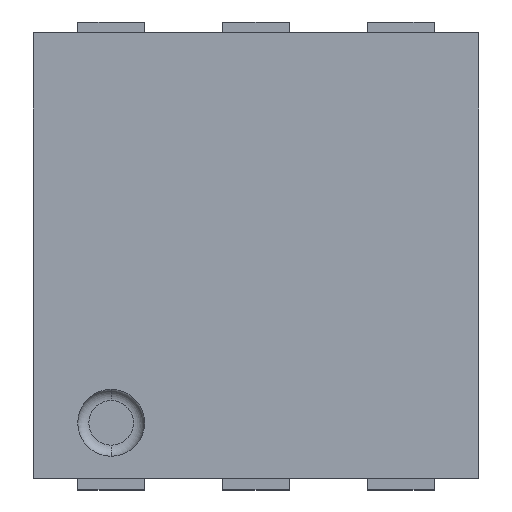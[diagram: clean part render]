
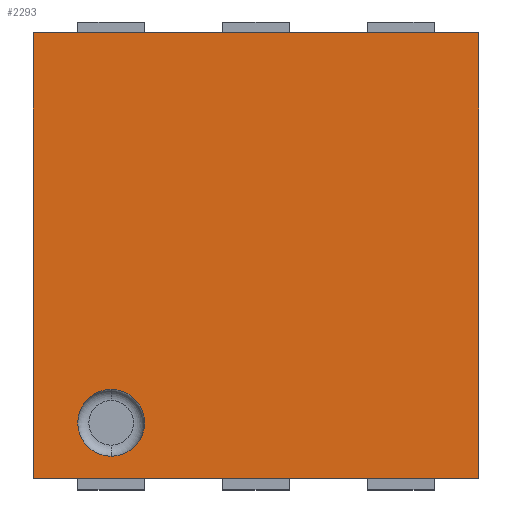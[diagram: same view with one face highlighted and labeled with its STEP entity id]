
A CAD part, top view. The second image highlights one B-rep face of the part: STEP entity #2293.
In plain terms, the highlighted planar face has unit normal (0, 0, 1).
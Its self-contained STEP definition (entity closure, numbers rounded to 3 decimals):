
#2115 = CARTESIAN_POINT ( 'NONE',  ( -0.65, -0.6, 0.8 ) ) ;
#2116 = VERTEX_POINT ( 'NONE', #2115 ) ;
#2124 = CARTESIAN_POINT ( 'NONE',  ( -0.65, -0.9, 0.8 ) ) ;
#2125 = VERTEX_POINT ( 'NONE', #2124 ) ;
#2126 = CARTESIAN_POINT ( 'NONE',  ( -0.65, -0.75, 0.8 ) ) ;
#2127 = DIRECTION ( 'NONE',  ( 0., 0., 1. ) ) ;
#2128 = DIRECTION ( 'NONE',  ( 0., -1., 0. ) ) ;
#2129 = AXIS2_PLACEMENT_3D ( 'NONE', #2126, #2127, #2128 ) ;
#2130 = CIRCLE ( 'NONE', #2129, 0.15) ;
#2131 = EDGE_CURVE ( 'NONE', #2116, #2125, #2130, .T. ) ;
#2158 = CARTESIAN_POINT ( 'NONE',  ( -1., -1., 0.8 ) ) ;
#2159 = VERTEX_POINT ( 'NONE', #2158 ) ;
#2166 = CARTESIAN_POINT ( 'NONE',  ( -1., 1., 0.8 ) ) ;
#2167 = VERTEX_POINT ( 'NONE', #2166 ) ;
#2168 = CARTESIAN_POINT ( 'NONE',  ( -1., -1., 0.8 ) ) ;
#2169 = DIRECTION ( 'NONE',  ( 0., -1., 0. ) ) ;
#2170 = VECTOR ( 'NONE', #2169, 1000. ) ;
#2171 = LINE ( 'NONE', #2168, #2170 ) ;
#2172 = EDGE_CURVE ( 'NONE', #2167, #2159, #2171, .T. ) ;
#2196 = CARTESIAN_POINT ( 'NONE',  ( 1., -1., 0.8 ) ) ;
#2197 = VERTEX_POINT ( 'NONE', #2196 ) ;
#2204 = CARTESIAN_POINT ( 'NONE',  ( 1., -1., 0.8 ) ) ;
#2205 = DIRECTION ( 'NONE',  ( 1., 0., 0. ) ) ;
#2206 = VECTOR ( 'NONE', #2205, 1000. ) ;
#2207 = LINE ( 'NONE', #2204, #2206 ) ;
#2208 = EDGE_CURVE ( 'NONE', #2159, #2197, #2207, .T. ) ;
#2227 = CARTESIAN_POINT ( 'NONE',  ( 1., 1., 0.8 ) ) ;
#2228 = VERTEX_POINT ( 'NONE', #2227 ) ;
#2235 = CARTESIAN_POINT ( 'NONE',  ( 1., -1., 0.8 ) ) ;
#2236 = DIRECTION ( 'NONE',  ( 0., 1., 0. ) ) ;
#2237 = VECTOR ( 'NONE', #2236, 1000. ) ;
#2238 = LINE ( 'NONE', #2235, #2237 ) ;
#2239 = EDGE_CURVE ( 'NONE', #2197, #2228, #2238, .T. ) ;
#2257 = CARTESIAN_POINT ( 'NONE',  ( 1., 1., 0.8 ) ) ;
#2258 = DIRECTION ( 'NONE',  ( -1., 0., 0. ) ) ;
#2259 = VECTOR ( 'NONE', #2258, 1000. ) ;
#2260 = LINE ( 'NONE', #2257, #2259 ) ;
#2261 = EDGE_CURVE ( 'NONE', #2228, #2167, #2260, .T. ) ;
#2272 = CARTESIAN_POINT ( 'NONE',  ( -0.65, -0.75, 0.8 ) ) ;
#2273 = DIRECTION ( 'NONE',  ( 0., 0., 1. ) ) ;
#2274 = DIRECTION ( 'NONE',  ( 0., -1., 0. ) ) ;
#2275 = AXIS2_PLACEMENT_3D ( 'NONE', #2272, #2273, #2274 ) ;
#2276 = CIRCLE ( 'NONE', #2275, 0.15) ;
#2277 = EDGE_CURVE ( 'NONE', #2125, #2116, #2276, .T. ) ;
#2278 = ORIENTED_EDGE ( 'NONE', *, *, #2277, .F. ) ;
#2279 = ORIENTED_EDGE ( 'NONE', *, *, #2131, .F. ) ;
#2280 = EDGE_LOOP ( 'NONE', ( #2278, #2279 ) ) ;
#2281 = FACE_BOUND ( 'NONE', #2280, .T. ) ;
#2282 = ORIENTED_EDGE ( 'NONE', *, *, #2172, .T. ) ;
#2283 = ORIENTED_EDGE ( 'NONE', *, *, #2208, .T. ) ;
#2284 = ORIENTED_EDGE ( 'NONE', *, *, #2239, .T. ) ;
#2285 = ORIENTED_EDGE ( 'NONE', *, *, #2261, .T. ) ;
#2286 = EDGE_LOOP ( 'NONE', ( #2282, #2283, #2284, #2285 ) ) ;
#2287 = FACE_OUTER_BOUND ( 'NONE', #2286, .T. ) ;
#2288 = CARTESIAN_POINT ( 'NONE',  ( 0., 0., 0.8 ) ) ;
#2289 = DIRECTION ( 'NONE',  ( 0., 0., 1. ) ) ;
#2290 = DIRECTION ( 'NONE',  ( 0., -1., 0. ) ) ;
#2291 = AXIS2_PLACEMENT_3D ( 'NONE', #2288, #2289, #2290 ) ;
#2292 = PLANE ( 'NONE', #2291 ) ;
#2293 = ADVANCED_FACE ( 'NONE', ( #2281, #2287 ), #2292, .T. ) ;
